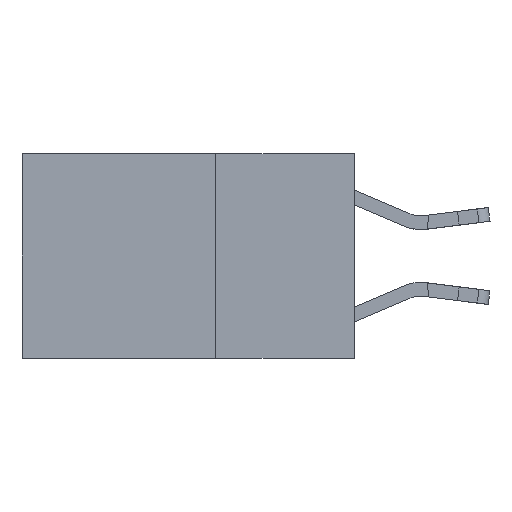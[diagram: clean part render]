
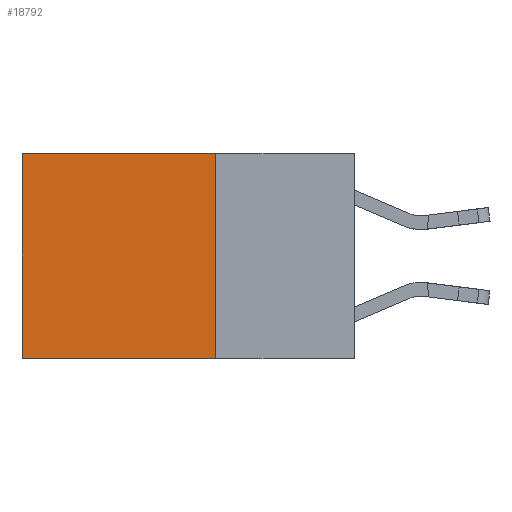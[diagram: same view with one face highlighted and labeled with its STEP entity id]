
A CAD part, left-side view. The second image highlights one B-rep face of the part: STEP entity #18792.
In plain terms, the highlighted planar face has unit normal (-1, 0, 0).
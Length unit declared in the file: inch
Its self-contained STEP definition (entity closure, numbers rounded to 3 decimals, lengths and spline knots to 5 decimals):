
#804 = EDGE_CURVE ( 'NONE', #3497, #9562, #12537, .T. ) ;
#2783 = VERTEX_POINT ( 'NONE', #9907 ) ;
#3166 = EDGE_CURVE ( 'NONE', #9562, #13849, #12001, .T. ) ;
#3497 = VERTEX_POINT ( 'NONE', #8321 ) ;
#4105 = ORIENTED_EDGE ( 'NONE', *, *, #6430, .T. ) ;
#4458 = LINE ( 'NONE', #12181, #13230 ) ;
#5021 = ORIENTED_EDGE ( 'NONE', *, *, #804, .F. ) ;
#6430 = EDGE_CURVE ( 'NONE', #2783, #13849, #4458, .T. ) ;
#6942 = DIRECTION ( 'NONE',  ( 0., 1., 0. ) ) ;
#7268 = PLANE ( 'NONE',  #10258 ) ;
#7515 = CARTESIAN_POINT ( 'NONE',  ( 0.2625, 0.6, -0.37 ) ) ;
#8321 = CARTESIAN_POINT ( 'NONE',  ( 0.2625, 0.25, 0. ) ) ;
#8727 = DIRECTION ( 'NONE',  ( 0., 0., -1. ) ) ;
#9183 = LINE ( 'NONE', #10399, #17953 ) ;
#9199 = DIRECTION ( 'NONE',  ( 0., 1., 0. ) ) ;
#9562 = VERTEX_POINT ( 'NONE', #11539 ) ;
#9907 = CARTESIAN_POINT ( 'NONE',  ( 0.2625, 0.6, 0. ) ) ;
#10258 = AXIS2_PLACEMENT_3D ( 'NONE', #14156, #21244, #10802 ) ;
#10399 = CARTESIAN_POINT ( 'NONE',  ( 0.2625, 0.25, 0. ) ) ;
#10802 = DIRECTION ( 'NONE',  ( 0., 0., -1. ) ) ;
#11209 = DIRECTION ( 'NONE',  ( 0., 0., -1. ) ) ;
#11313 = CARTESIAN_POINT ( 'NONE',  ( 0.2625, 0.25, 0. ) ) ;
#11476 = VECTOR ( 'NONE', #9199, 39.37008 ) ;
#11539 = CARTESIAN_POINT ( 'NONE',  ( 0.2625, 0.25, -0.37 ) ) ;
#12001 = LINE ( 'NONE', #19679, #11476 ) ;
#12004 = FACE_OUTER_BOUND ( 'NONE', #18051, .T. ) ;
#12181 = CARTESIAN_POINT ( 'NONE',  ( 0.2625, 0.6, 0. ) ) ;
#12537 = LINE ( 'NONE', #11313, #16662 ) ;
#13230 = VECTOR ( 'NONE', #8727, 39.37008 ) ;
#13849 = VERTEX_POINT ( 'NONE', #7515 ) ;
#14156 = CARTESIAN_POINT ( 'NONE',  ( 0.2625, 0.25, 0. ) ) ;
#14294 = EDGE_CURVE ( 'NONE', #3497, #2783, #9183, .T. ) ;
#16662 = VECTOR ( 'NONE', #11209, 39.37008 ) ;
#17953 = VECTOR ( 'NONE', #6942, 39.37008 ) ;
#18051 = EDGE_LOOP ( 'NONE', ( #4105, #22546, #5021, #20111 ) ) ;
#18792 = ADVANCED_FACE ( 'NONE', ( #12004 ), #7268, .F. ) ;
#19679 = CARTESIAN_POINT ( 'NONE',  ( 0.2625, 0.25, -0.37 ) ) ;
#20111 = ORIENTED_EDGE ( 'NONE', *, *, #14294, .T. ) ;
#21244 = DIRECTION ( 'NONE',  ( 1., 0., 0. ) ) ;
#22546 = ORIENTED_EDGE ( 'NONE', *, *, #3166, .F. ) ;
